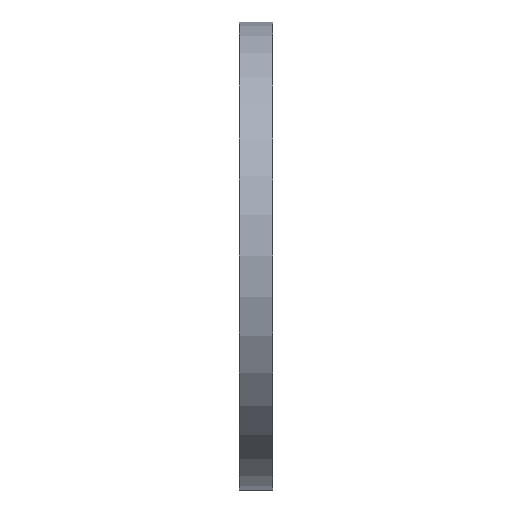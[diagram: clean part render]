
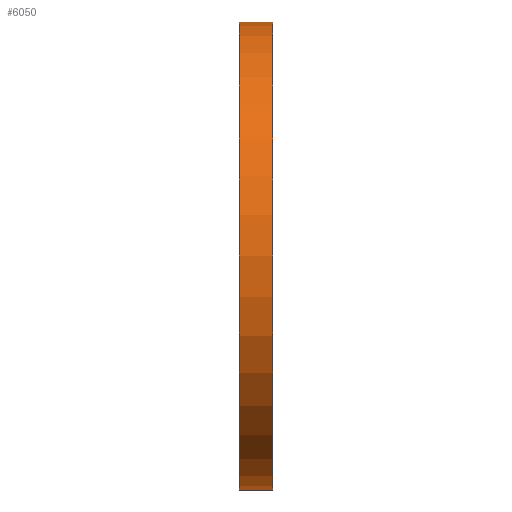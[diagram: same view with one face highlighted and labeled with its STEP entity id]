
A CAD part, front view. The second image highlights one B-rep face of the part: STEP entity #6050.
In plain terms, the highlighted cylindrical face has radius 44.45 mm (diameter 88.9 mm), a partial arc.
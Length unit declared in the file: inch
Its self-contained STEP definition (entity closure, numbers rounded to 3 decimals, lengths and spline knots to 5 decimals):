
#97 = CARTESIAN_POINT ( 'NONE',  ( 0., 0., 0. ) ) ;
#116 = LINE ( 'NONE', #1292, #5651 ) ;
#359 = AXIS2_PLACEMENT_3D ( 'NONE', #1585, #3378, #5381 ) ;
#374 = EDGE_CURVE ( 'NONE', #5155, #3998, #7612, .T. ) ;
#554 = VECTOR ( 'NONE', #5615, 39.37008 ) ;
#868 = DIRECTION ( 'NONE',  ( -1., 0., 0. ) ) ;
#971 = CARTESIAN_POINT ( 'NONE',  ( 0.25, 0., 1.75 ) ) ;
#979 = FACE_OUTER_BOUND ( 'NONE', #2974, .T. ) ;
#1124 = CYLINDRICAL_SURFACE ( 'NONE', #5674, 1.75 ) ;
#1292 = CARTESIAN_POINT ( 'NONE',  ( -0.3937, 0., -1.75 ) ) ;
#1564 = CARTESIAN_POINT ( 'NONE',  ( -0.3937, 0., 1.75 ) ) ;
#1585 = CARTESIAN_POINT ( 'NONE',  ( 0.25, 0., 0. ) ) ;
#2048 = CIRCLE ( 'NONE', #359, 1.75 ) ;
#2641 = CIRCLE ( 'NONE', #8130, 1.75 ) ;
#2974 = EDGE_LOOP ( 'NONE', ( #8582, #7533, #4543, #3834 ) ) ;
#3378 = DIRECTION ( 'NONE',  ( -1., 0., 0. ) ) ;
#3758 = DIRECTION ( 'NONE',  ( -1., 0., 0. ) ) ;
#3834 = ORIENTED_EDGE ( 'NONE', *, *, #3955, .F. ) ;
#3955 = EDGE_CURVE ( 'NONE', #5172, #3998, #2641, .T. ) ;
#3998 = VERTEX_POINT ( 'NONE', #7741 ) ;
#4543 = ORIENTED_EDGE ( 'NONE', *, *, #374, .T. ) ;
#4725 = DIRECTION ( 'NONE',  ( -1., 0., 0. ) ) ;
#5005 = EDGE_CURVE ( 'NONE', #6608, #5172, #116, .T. ) ;
#5155 = VERTEX_POINT ( 'NONE', #971 ) ;
#5172 = VERTEX_POINT ( 'NONE', #8154 ) ;
#5381 = DIRECTION ( 'NONE',  ( 0., 0., 1. ) ) ;
#5615 = DIRECTION ( 'NONE',  ( -1., 0., 0. ) ) ;
#5651 = VECTOR ( 'NONE', #4725, 39.37008 ) ;
#5674 = AXIS2_PLACEMENT_3D ( 'NONE', #6478, #3758, #7812 ) ;
#5906 = CARTESIAN_POINT ( 'NONE',  ( 0.25, 0., -1.75 ) ) ;
#6050 = ADVANCED_FACE ( 'NONE', ( #979 ), #1124, .T. ) ;
#6478 = CARTESIAN_POINT ( 'NONE',  ( -0.3937, 0., 0. ) ) ;
#6608 = VERTEX_POINT ( 'NONE', #5906 ) ;
#6827 = DIRECTION ( 'NONE',  ( 0., 0., 1. ) ) ;
#7533 = ORIENTED_EDGE ( 'NONE', *, *, #7943, .T. ) ;
#7612 = LINE ( 'NONE', #1564, #554 ) ;
#7741 = CARTESIAN_POINT ( 'NONE',  ( 0., 0., 1.75 ) ) ;
#7812 = DIRECTION ( 'NONE',  ( 0., 0., 1. ) ) ;
#7943 = EDGE_CURVE ( 'NONE', #6608, #5155, #2048, .T. ) ;
#8130 = AXIS2_PLACEMENT_3D ( 'NONE', #97, #868, #6827 ) ;
#8154 = CARTESIAN_POINT ( 'NONE',  ( 0., 0., -1.75 ) ) ;
#8582 = ORIENTED_EDGE ( 'NONE', *, *, #5005, .F. ) ;
